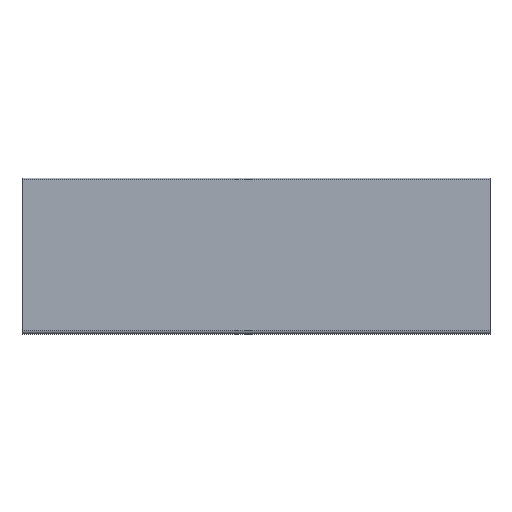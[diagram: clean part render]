
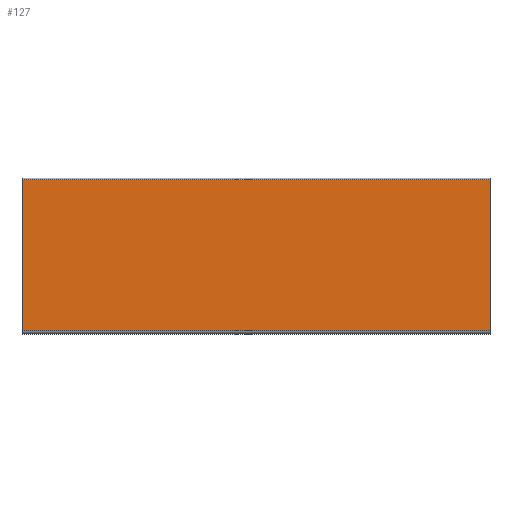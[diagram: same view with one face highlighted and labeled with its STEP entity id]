
A CAD part, left-side view. The second image highlights one B-rep face of the part: STEP entity #127.
In plain terms, the highlighted planar face has unit normal (-1, 0, 0).
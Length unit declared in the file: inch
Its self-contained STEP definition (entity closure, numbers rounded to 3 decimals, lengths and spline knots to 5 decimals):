
#64=CARTESIAN_POINT('',(-0.04,7.01,0.97));
#65=VERTEX_POINT('',#64);
#73=CARTESIAN_POINT('',(-0.04,1.01,0.97));
#74=VERTEX_POINT('',#73);
#75=CARTESIAN_POINT('',(-0.04,1.01,0.97));
#76=DIRECTION('',(0.,1.,0.));
#77=VECTOR('',#76,1.);
#78=LINE('',#75,#77);
#79=EDGE_CURVE('',#74,#65,#78,.T.);
#97=CARTESIAN_POINT('',(-0.04,7.01,-0.97));
#98=VERTEX_POINT('',#97);
#99=CARTESIAN_POINT('',(-0.04,7.01,0.97));
#100=DIRECTION('',(0.,0.,-1.));
#101=VECTOR('',#100,1.);
#102=LINE('',#99,#101);
#103=EDGE_CURVE('',#65,#98,#102,.T.);
#104=ORIENTED_EDGE('',*,*,#103,.T.);
#105=CARTESIAN_POINT('',(-0.04,1.01,-0.97));
#106=VERTEX_POINT('',#105);
#107=CARTESIAN_POINT('',(-0.04,1.01,-0.97));
#108=DIRECTION('',(0.,1.,0.));
#109=VECTOR('',#108,1.);
#110=LINE('',#107,#109);
#111=EDGE_CURVE('',#106,#98,#110,.T.);
#112=ORIENTED_EDGE('',*,*,#111,.F.);
#113=CARTESIAN_POINT('',(-0.04,1.01,0.97));
#114=DIRECTION('',(0.,0.,-1.));
#115=VECTOR('',#114,1.);
#116=LINE('',#113,#115);
#117=EDGE_CURVE('',#74,#106,#116,.T.);
#118=ORIENTED_EDGE('',*,*,#117,.F.);
#119=ORIENTED_EDGE('',*,*,#79,.T.);
#120=EDGE_LOOP('',(#104,#112,#118,#119));
#121=FACE_OUTER_BOUND('',#120,.T.);
#122=CARTESIAN_POINT('',(-0.04,1.01,0.));
#123=DIRECTION('',(-1.,0.,0.));
#124=DIRECTION('',(0.,0.,1.));
#125=AXIS2_PLACEMENT_3D('',#122,#123,#124);
#126=PLANE('',#125);
#127=ADVANCED_FACE('',(#121),#126,.T.);
